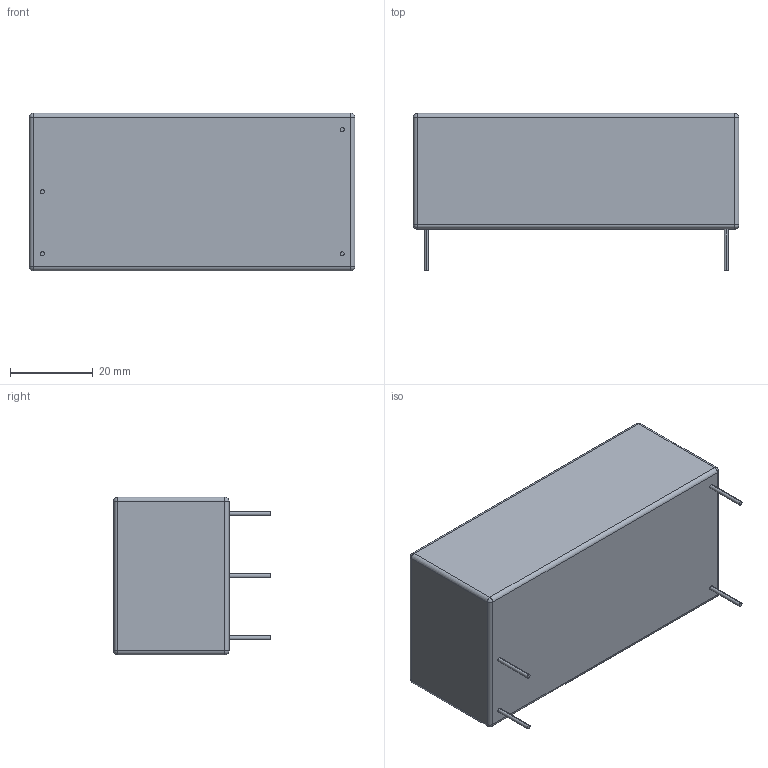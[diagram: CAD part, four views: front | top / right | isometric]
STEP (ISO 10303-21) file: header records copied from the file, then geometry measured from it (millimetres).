
FILE_DESCRIPTION (( 'STEP AP203' ), '1' );
FILE_NAME ('XPPOWER15VECE40W.STEP', '2017-03-04T14:58:05', ( 'Alex' ), ( '' ), 'SwSTEP 2.0', 'SolidWorks 2016', '' );
FILE_SCHEMA (( 'CONFIG_CONTROL_DESIGN' ));
Length unit declared in the file: millimetre
Products named in the file (1): XPPOWER15VECE40W
Bounding box: 78.7 x 37.9 x 38.1 mm (x, y, z)
Volume: 83565.9 mm3; surface area: 12390.5 mm2
Topology: 1 solids, 1 shells, 38 faces, 80 edges, 40 vertices
Faces by surface type: cylinder 20, plane 10, sphere 8
Entity records: 1021 total; most frequent: DIRECTION 190, CARTESIAN_POINT 151, ORIENTED_EDGE 144, AXIS2_PLACEMENT_3D 79, EDGE_CURVE 72, EDGE_LOOP 42, CIRCLE 40, VERTEX_POINT 40
